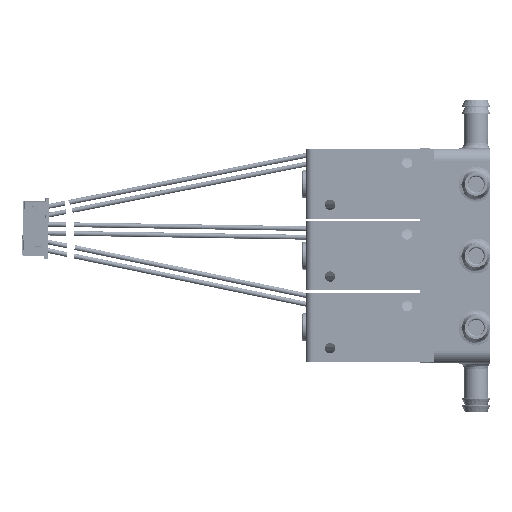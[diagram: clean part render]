
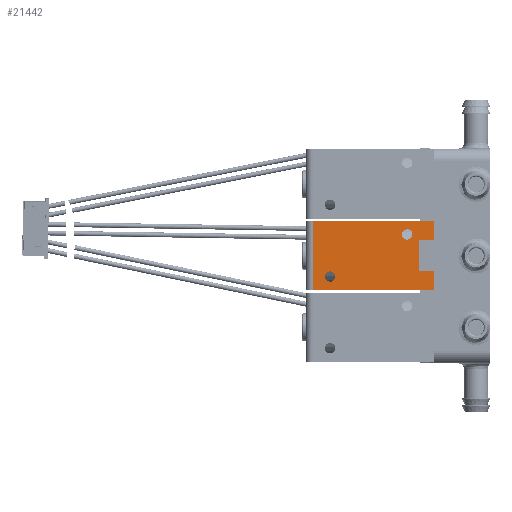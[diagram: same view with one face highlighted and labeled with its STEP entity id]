
A CAD part, left-side view. The second image highlights one B-rep face of the part: STEP entity #21442.
In plain terms, the highlighted planar face has unit normal (-1, 0, 0).
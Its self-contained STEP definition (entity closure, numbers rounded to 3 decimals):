
#190 = CARTESIAN_POINT ( 'NONE',  ( -13.05, 18.317, 3.9 ) ) ;
#428 = CIRCLE ( 'NONE', #3122, 1.5 ) ;
#623 = VECTOR ( 'NONE', #14953, 1000. ) ;
#708 = VERTEX_POINT ( 'NONE', #16847 ) ;
#892 = EDGE_LOOP ( 'NONE', ( #26829, #21443, #32175, #2448, #18766, #20004, #28928, #41379 ) ) ;
#906 = ORIENTED_EDGE ( 'NONE', *, *, #15887, .F. ) ;
#1024 = DIRECTION ( 'NONE',  ( 0., 0., 1. ) ) ;
#2448 = ORIENTED_EDGE ( 'NONE', *, *, #22652, .T. ) ;
#2654 = CARTESIAN_POINT ( 'NONE',  ( -13.05, -10.883, 20. ) ) ;
#3122 = AXIS2_PLACEMENT_3D ( 'NONE', #41290, #21116, #1024 ) ;
#3539 = DIRECTION ( 'NONE',  ( 0., 0., 1. ) ) ;
#3761 = AXIS2_PLACEMENT_3D ( 'NONE', #37204, #17084, #40597 ) ;
#3849 = EDGE_CURVE ( 'NONE', #21598, #10818, #12055, .T. ) ;
#3874 = VERTEX_POINT ( 'NONE', #32143 ) ;
#3915 = ORIENTED_EDGE ( 'NONE', *, *, #29593, .F. ) ;
#4988 = EDGE_CURVE ( 'NONE', #13234, #3874, #428, .T. ) ;
#6023 = DIRECTION ( 'NONE',  ( 0., 0., -1. ) ) ;
#6338 = VECTOR ( 'NONE', #37515, 1000. ) ;
#7384 = LINE ( 'NONE', #34139, #6338 ) ;
#7779 = VECTOR ( 'NONE', #22268, 1000. ) ;
#7825 = VECTOR ( 'NONE', #28750, 1000. ) ;
#8423 = VERTEX_POINT ( 'NONE', #13344 ) ;
#8729 = LINE ( 'NONE', #42711, #43412 ) ;
#9133 = AXIS2_PLACEMENT_3D ( 'NONE', #190, #23647, #3539 ) ;
#9212 = CARTESIAN_POINT ( 'NONE',  ( -13.05, -8.883, 0. ) ) ;
#9286 = VECTOR ( 'NONE', #25658, 1000. ) ;
#9458 = CARTESIAN_POINT ( 'NONE',  ( -13.05, -3.883, 16. ) ) ;
#9669 = CARTESIAN_POINT ( 'NONE',  ( -13.05, 18.317, 2.4 ) ) ;
#9759 = CARTESIAN_POINT ( 'NONE',  ( -13.05, -10.883, 0. ) ) ;
#10818 = VERTEX_POINT ( 'NONE', #40297 ) ;
#12055 = LINE ( 'NONE', #35510, #7825 ) ;
#12324 = AXIS2_PLACEMENT_3D ( 'NONE', #2654, #36166, #6023 ) ;
#12584 = DIRECTION ( 'NONE',  ( 0., -1., 0. ) ) ;
#12850 = DIRECTION ( 'NONE',  ( 0., 0., 1. ) ) ;
#13234 = VERTEX_POINT ( 'NONE', #9669 ) ;
#13344 = CARTESIAN_POINT ( 'NONE',  ( -13.05, 21.817, 5.5 ) ) ;
#13510 = CARTESIAN_POINT ( 'NONE',  ( -13.05, -3.883, 14.5 ) ) ;
#14638 = EDGE_CURVE ( 'NONE', #8423, #21598, #7384, .T. ) ;
#14953 = DIRECTION ( 'NONE',  ( 0., 0., -1. ) ) ;
#15478 = CARTESIAN_POINT ( 'NONE',  ( -13.05, -3.883, 17.5 ) ) ;
#15739 = EDGE_CURVE ( 'NONE', #19490, #35398, #35756, .T. ) ;
#15887 = EDGE_CURVE ( 'NONE', #38459, #18984, #41549, .T. ) ;
#16512 = DIRECTION ( 'NONE',  ( 0., -1., 0. ) ) ;
#16847 = CARTESIAN_POINT ( 'NONE',  ( -13.05, -8.883, 20. ) ) ;
#17084 = DIRECTION ( 'NONE',  ( -1., 0., 0. ) ) ;
#17179 = CIRCLE ( 'NONE', #31868, 1.5 ) ;
#18766 = ORIENTED_EDGE ( 'NONE', *, *, #3849, .F. ) ;
#18984 = VERTEX_POINT ( 'NONE', #15478 ) ;
#19490 = VERTEX_POINT ( 'NONE', #30115 ) ;
#20004 = ORIENTED_EDGE ( 'NONE', *, *, #14638, .F. ) ;
#21116 = DIRECTION ( 'NONE',  ( -1., 0., 0. ) ) ;
#21442 = ADVANCED_FACE ( 'NONE', ( #42046, #24087, #33077 ), #42935, .F. ) ;
#21443 = ORIENTED_EDGE ( 'NONE', *, *, #37553, .T. ) ;
#21598 = VERTEX_POINT ( 'NONE', #34065 ) ;
#21973 = EDGE_LOOP ( 'NONE', ( #38566, #906 ) ) ;
#22250 = CARTESIAN_POINT ( 'NONE',  ( -13.05, -10.883, 20. ) ) ;
#22268 = DIRECTION ( 'NONE',  ( 0., 0., -1. ) ) ;
#22652 = EDGE_CURVE ( 'NONE', #41273, #10818, #43533, .T. ) ;
#23647 = DIRECTION ( 'NONE',  ( -1., 0., 0. ) ) ;
#23760 = EDGE_LOOP ( 'NONE', ( #3915, #32412 ) ) ;
#24087 = FACE_BOUND ( 'NONE', #21973, .T. ) ;
#24830 = CARTESIAN_POINT ( 'NONE',  ( -13.05, 26.117, 5.5 ) ) ;
#25360 = EDGE_CURVE ( 'NONE', #41266, #8423, #8729, .T. ) ;
#25658 = DIRECTION ( 'NONE',  ( 0., -1., 0. ) ) ;
#26775 = VECTOR ( 'NONE', #16512, 1000. ) ;
#26829 = ORIENTED_EDGE ( 'NONE', *, *, #15739, .T. ) ;
#28750 = DIRECTION ( 'NONE',  ( 0., 1., 0. ) ) ;
#28928 = ORIENTED_EDGE ( 'NONE', *, *, #25360, .F. ) ;
#29593 = EDGE_CURVE ( 'NONE', #3874, #13234, #33792, .T. ) ;
#30115 = CARTESIAN_POINT ( 'NONE',  ( -13.05, 26.117, 0. ) ) ;
#30261 = VECTOR ( 'NONE', #31032, 1000. ) ;
#30793 = EDGE_CURVE ( 'NONE', #41266, #19490, #37414, .T. ) ;
#31032 = DIRECTION ( 'NONE',  ( 0., 0., 1. ) ) ;
#31332 = CARTESIAN_POINT ( 'NONE',  ( -13.05, -8.883, 20. ) ) ;
#31868 = AXIS2_PLACEMENT_3D ( 'NONE', #9458, #32973, #12850 ) ;
#32143 = CARTESIAN_POINT ( 'NONE',  ( -13.05, 18.317, 5.4 ) ) ;
#32175 = ORIENTED_EDGE ( 'NONE', *, *, #36760, .F. ) ;
#32412 = ORIENTED_EDGE ( 'NONE', *, *, #4988, .F. ) ;
#32973 = DIRECTION ( 'NONE',  ( -1., 0., 0. ) ) ;
#33077 = FACE_OUTER_BOUND ( 'NONE', #892, .T. ) ;
#33792 = CIRCLE ( 'NONE', #9133, 1.5 ) ;
#34065 = CARTESIAN_POINT ( 'NONE',  ( -13.05, 21.817, 14.5 ) ) ;
#34139 = CARTESIAN_POINT ( 'NONE',  ( -13.05, 21.817, 20. ) ) ;
#35053 = LINE ( 'NONE', #22250, #9286 ) ;
#35398 = VERTEX_POINT ( 'NONE', #9212 ) ;
#35510 = CARTESIAN_POINT ( 'NONE',  ( -13.05, -10.883, 14.5 ) ) ;
#35756 = LINE ( 'NONE', #9759, #26775 ) ;
#35852 = EDGE_CURVE ( 'NONE', #18984, #38459, #17179, .T. ) ;
#36166 = DIRECTION ( 'NONE',  ( 1., 0., 0. ) ) ;
#36760 = EDGE_CURVE ( 'NONE', #41273, #708, #35053, .T. ) ;
#37204 = CARTESIAN_POINT ( 'NONE',  ( -13.05, -3.883, 16. ) ) ;
#37414 = LINE ( 'NONE', #41870, #623 ) ;
#37515 = DIRECTION ( 'NONE',  ( 0., 0., 1. ) ) ;
#37553 = EDGE_CURVE ( 'NONE', #35398, #708, #38160, .T. ) ;
#38160 = LINE ( 'NONE', #31332, #30261 ) ;
#38459 = VERTEX_POINT ( 'NONE', #13510 ) ;
#38566 = ORIENTED_EDGE ( 'NONE', *, *, #35852, .F. ) ;
#39093 = CARTESIAN_POINT ( 'NONE',  ( -13.05, 26.117, 20. ) ) ;
#40297 = CARTESIAN_POINT ( 'NONE',  ( -13.05, 26.117, 14.5 ) ) ;
#40597 = DIRECTION ( 'NONE',  ( 0., 0., 1. ) ) ;
#41266 = VERTEX_POINT ( 'NONE', #24830 ) ;
#41273 = VERTEX_POINT ( 'NONE', #41794 ) ;
#41290 = CARTESIAN_POINT ( 'NONE',  ( -13.05, 18.317, 3.9 ) ) ;
#41379 = ORIENTED_EDGE ( 'NONE', *, *, #30793, .T. ) ;
#41549 = CIRCLE ( 'NONE', #3761, 1.5 ) ;
#41794 = CARTESIAN_POINT ( 'NONE',  ( -13.05, 26.117, 20. ) ) ;
#41870 = CARTESIAN_POINT ( 'NONE',  ( -13.05, 26.117, 20. ) ) ;
#42046 = FACE_BOUND ( 'NONE', #23760, .T. ) ;
#42711 = CARTESIAN_POINT ( 'NONE',  ( -13.05, -10.883, 5.5 ) ) ;
#42935 = PLANE ( 'NONE',  #12324 ) ;
#43412 = VECTOR ( 'NONE', #12584, 1000. ) ;
#43533 = LINE ( 'NONE', #39093, #7779 ) ;
